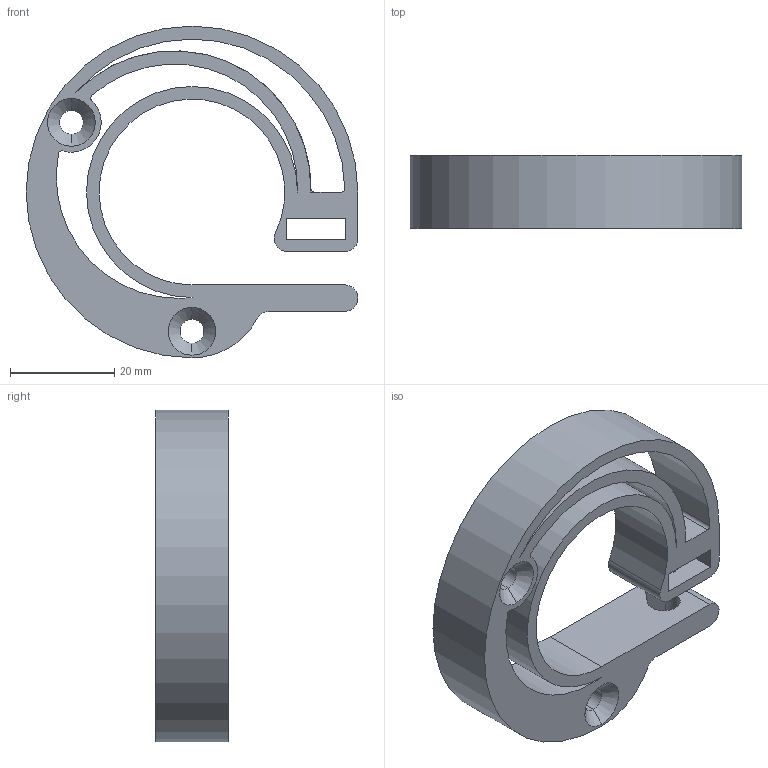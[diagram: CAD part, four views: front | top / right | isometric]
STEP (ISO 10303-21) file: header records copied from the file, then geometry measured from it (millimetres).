
FILE_DESCRIPTION (( 'STEP AP203' ), '1' );
FILE_NAME ('C006-324_01_sldprt.STEP', '2016-06-02T17:07:16', ( 'Shusen Zhang' ), ( 'MathWorks' ), 'SwSTEP 2.0', 'SolidWorks 2015', '' );
FILE_SCHEMA (( 'CONFIG_CONTROL_DESIGN' ));
Length unit declared in the file: inch
Products named in the file (1): C006-324_01_sldprt
Bounding box: 63.5 x 13.97 x 63.5 mm (x, y, z)
Volume: 19158.6 mm3; surface area: 13384.8 mm2
Topology: 1 solids, 1 shells, 58 faces, 163 edges, 106 vertices
Faces by surface type: cylinder 33, plane 17, cone 8
Entity records: 2032 total; most frequent: CARTESIAN_POINT 364, DIRECTION 349, ORIENTED_EDGE 326, EDGE_CURVE 163, AXIS2_PLACEMENT_3D 131, VERTEX_POINT 106, VECTOR 87, LINE 87
